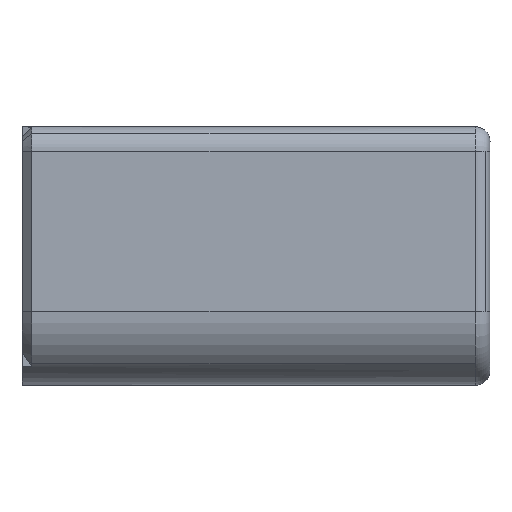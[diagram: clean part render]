
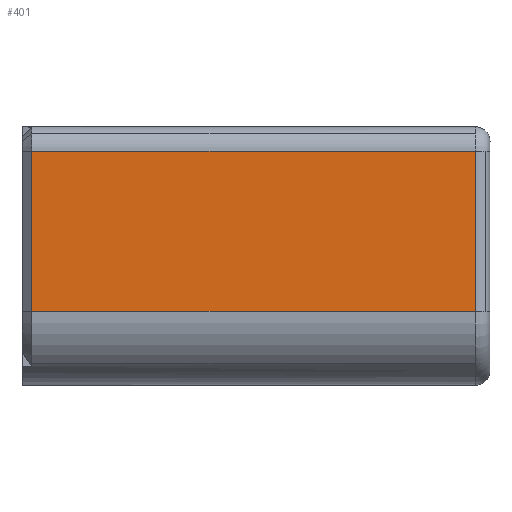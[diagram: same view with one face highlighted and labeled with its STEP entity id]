
A CAD part, left-side view. The second image highlights one B-rep face of the part: STEP entity #401.
In plain terms, the highlighted planar face has unit normal (-1, 0, 0).
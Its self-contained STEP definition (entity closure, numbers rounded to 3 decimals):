
#52 = ORIENTED_EDGE ( 'NONE', *, *, #707, .F. ) ;
#261 = CARTESIAN_POINT ( 'NONE',  ( -33.255, -18.4, 3. ) ) ;
#270 = LINE ( 'NONE', #2743, #2996 ) ;
#401 = ADVANCED_FACE ( 'NONE', ( #1527 ), #1501, .T. ) ;
#582 = VERTEX_POINT ( 'NONE', #1720 ) ;
#672 = CARTESIAN_POINT ( 'NONE',  ( -33.255, -0.4, 3. ) ) ;
#707 = EDGE_CURVE ( 'NONE', #3988, #582, #270, .T. ) ;
#880 = CARTESIAN_POINT ( 'NONE',  ( -33.255, -18.4, 7.875 ) ) ;
#996 = VECTOR ( 'NONE', #3106, 1000. ) ;
#1481 = EDGE_CURVE ( 'NONE', #582, #2051, #1885, .T. ) ;
#1501 = PLANE ( 'NONE',  #2797 ) ;
#1525 = DIRECTION ( 'NONE',  ( 0., 0., 1. ) ) ;
#1527 = FACE_OUTER_BOUND ( 'NONE', #2989, .T. ) ;
#1720 = CARTESIAN_POINT ( 'NONE',  ( -33.255, -0.4, 9.5 ) ) ;
#1885 = LINE ( 'NONE', #3452, #996 ) ;
#2048 = EDGE_CURVE ( 'NONE', #2051, #2530, #3664, .T. ) ;
#2051 = VERTEX_POINT ( 'NONE', #3976 ) ;
#2138 = EDGE_CURVE ( 'NONE', #2530, #3988, #2781, .T. ) ;
#2530 = VERTEX_POINT ( 'NONE', #261 ) ;
#2681 = VECTOR ( 'NONE', #3086, 1000. ) ;
#2743 = CARTESIAN_POINT ( 'NONE',  ( -33.255, -0.4, 7.875 ) ) ;
#2781 = LINE ( 'NONE', #4027, #2681 ) ;
#2797 = AXIS2_PLACEMENT_3D ( 'NONE', #3094, #3629, #3344 ) ;
#2989 = EDGE_LOOP ( 'NONE', ( #52, #3415, #3970, #3805 ) ) ;
#2996 = VECTOR ( 'NONE', #1525, 1000. ) ;
#3072 = VECTOR ( 'NONE', #3896, 1000. ) ;
#3086 = DIRECTION ( 'NONE',  ( 0., 1., 0. ) ) ;
#3094 = CARTESIAN_POINT ( 'NONE',  ( -33.255, 0., 10.5 ) ) ;
#3106 = DIRECTION ( 'NONE',  ( 0., -1., 0. ) ) ;
#3344 = DIRECTION ( 'NONE',  ( 0., 1., 0. ) ) ;
#3415 = ORIENTED_EDGE ( 'NONE', *, *, #2138, .F. ) ;
#3452 = CARTESIAN_POINT ( 'NONE',  ( -33.255, 0., 9.5 ) ) ;
#3629 = DIRECTION ( 'NONE',  ( -1., 0., 0. ) ) ;
#3664 = LINE ( 'NONE', #880, #3072 ) ;
#3805 = ORIENTED_EDGE ( 'NONE', *, *, #1481, .F. ) ;
#3896 = DIRECTION ( 'NONE',  ( 0., 0., -1. ) ) ;
#3970 = ORIENTED_EDGE ( 'NONE', *, *, #2048, .F. ) ;
#3976 = CARTESIAN_POINT ( 'NONE',  ( -33.255, -18.4, 9.5 ) ) ;
#3988 = VERTEX_POINT ( 'NONE', #672 ) ;
#4027 = CARTESIAN_POINT ( 'NONE',  ( -33.255, 0., 3. ) ) ;
